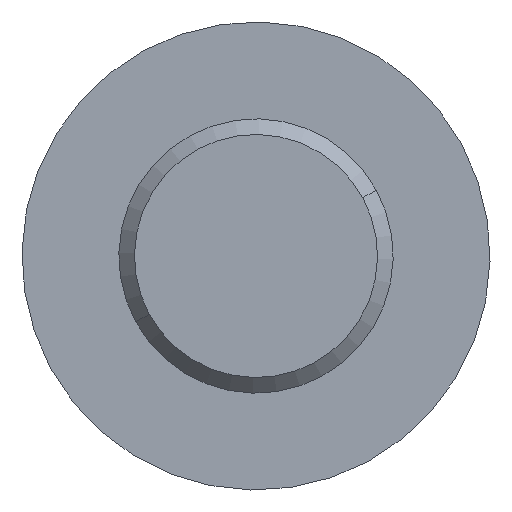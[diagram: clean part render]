
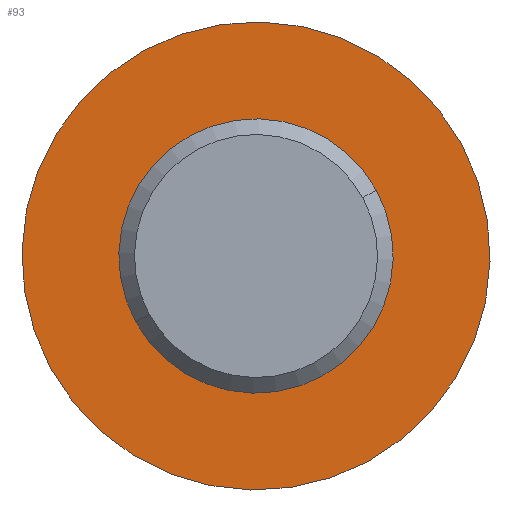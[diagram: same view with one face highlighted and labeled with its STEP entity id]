
A CAD part, front view. The second image highlights one B-rep face of the part: STEP entity #93.
In plain terms, the highlighted planar face has unit normal (0, -1, 0).
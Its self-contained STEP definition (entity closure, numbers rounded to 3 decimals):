
#52=CARTESIAN_POINT('Axis2P3D Location',(8.791,15.,0.)) ;
#57=CARTESIAN_POINT('Axis2P3D Location',(0.,15.,0.)) ;
#61=CARTESIAN_POINT('Vertex',(-13.164,15.,-7.191)) ;
#63=CARTESIAN_POINT('Vertex',(13.164,15.,7.191)) ;
#66=CARTESIAN_POINT('Axis2P3D Location',(0.,15.,0.)) ;
#75=CARTESIAN_POINT('Axis2P3D Location',(0.,15.,0.)) ;
#79=CARTESIAN_POINT('Vertex',(7.715,15.,4.215)) ;
#81=CARTESIAN_POINT('Vertex',(-7.715,15.,-4.215)) ;
#84=CARTESIAN_POINT('Axis2P3D Location',(0.,15.,0.)) ;
#53=DIRECTION('Axis2P3D Direction',(0.,-1.,0.)) ;
#54=DIRECTION('Axis2P3D XDirection',(1.,0.,0.)) ;
#58=DIRECTION('Axis2P3D Direction',(0.,-1.,0.)) ;
#67=DIRECTION('Axis2P3D Direction',(0.,-1.,0.)) ;
#76=DIRECTION('Axis2P3D Direction',(0.,-1.,0.)) ;
#85=DIRECTION('Axis2P3D Direction',(0.,-1.,0.)) ;
#55=AXIS2_PLACEMENT_3D('Plane Axis2P3D',#52,#53,#54) ;
#59=AXIS2_PLACEMENT_3D('Circle Axis2P3D',#57,#58,$) ;
#68=AXIS2_PLACEMENT_3D('Circle Axis2P3D',#66,#67,$) ;
#77=AXIS2_PLACEMENT_3D('Circle Axis2P3D',#75,#76,$) ;
#86=AXIS2_PLACEMENT_3D('Circle Axis2P3D',#84,#85,$) ;
#72=ORIENTED_EDGE('',*,*,#65,.T.) ;
#73=ORIENTED_EDGE('',*,*,#70,.T.) ;
#90=ORIENTED_EDGE('',*,*,#83,.F.) ;
#91=ORIENTED_EDGE('',*,*,#88,.F.) ;
#92=FACE_BOUND('',#89,.T.) ;
#93=ADVANCED_FACE('PartBody',(#74,#92),#56,.T.) ;
#60=CIRCLE('generated circle',#59,15.) ;
#69=CIRCLE('generated circle',#68,15.) ;
#78=CIRCLE('generated circle',#77,8.791) ;
#87=CIRCLE('generated circle',#86,8.791) ;
#65=EDGE_CURVE('',#62,#64,#60,.T.) ;
#70=EDGE_CURVE('',#64,#62,#69,.T.) ;
#83=EDGE_CURVE('',#80,#82,#78,.T.) ;
#88=EDGE_CURVE('',#82,#80,#87,.T.) ;
#71=EDGE_LOOP('',(#72,#73)) ;
#89=EDGE_LOOP('',(#90,#91)) ;
#74=FACE_OUTER_BOUND('',#71,.T.) ;
#56=PLANE('',#55) ;
#62=VERTEX_POINT('',#61) ;
#64=VERTEX_POINT('',#63) ;
#80=VERTEX_POINT('',#79) ;
#82=VERTEX_POINT('',#81) ;
